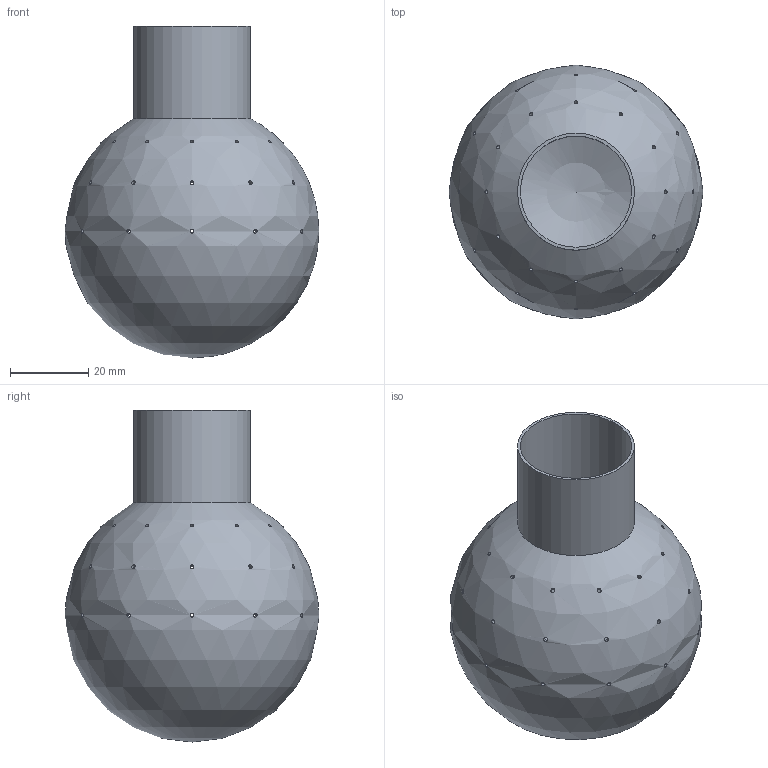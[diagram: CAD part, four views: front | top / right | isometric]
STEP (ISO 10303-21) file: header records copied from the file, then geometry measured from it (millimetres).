
FILE_DESCRIPTION(/* description */ ('5320 Mycí hlavice '),/* implementation_level */ '2;1');
FILE_NAME(/* name */ '27030065000.stp',/* time_stamp */ '2016-01-12T09:02:37+01:00',/* author */ ('Struska'),/* organization */ ('Bupospol'),/* preprocessor_version */ 'ST-DEVELOPER v15.6',/* originating_system */ 'Autodesk Inventor 2015',/* authorisation */ '');
FILE_SCHEMA (('CONFIG_CONTROL_DESIGN'));
Length unit declared in the file: millimetre
Products named in the file (1): 27030065000
Bounding box: 64.99 x 64.99 x 85.09 mm (x, y, z)
Volume: 13792.1 mm3; surface area: 28877.1 mm2
Topology: 1 solids, 1 shells, 42 faces, 132 edges, 86 vertices
Faces by surface type: cylinder 38, plane 2, sphere 2
Full cylindrical faces by diameter (mm): 1 x36, 28.5 x1, 30 x1
Entity records: 1404 total; most frequent: DIRECTION 240, CARTESIAN_POINT 197, EDGE_LOOP 154, ORIENTED_EDGE 154, AXIS2_PLACEMENT_3D 120, FACE_BOUND 112, CIRCLE 77, VERTEX_POINT 77
